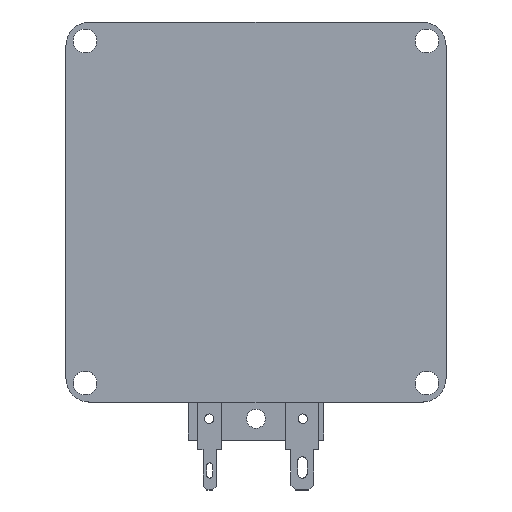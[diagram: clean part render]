
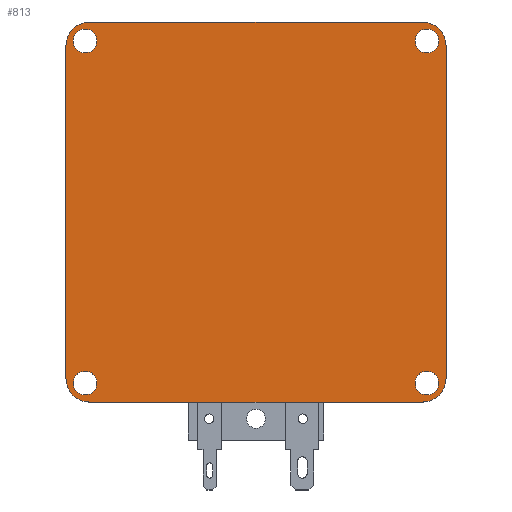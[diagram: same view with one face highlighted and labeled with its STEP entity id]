
A CAD part, top view. The second image highlights one B-rep face of the part: STEP entity #813.
In plain terms, the highlighted planar face has unit normal (0, 0, 1).
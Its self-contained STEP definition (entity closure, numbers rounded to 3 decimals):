
#1 = EDGE_CURVE ( 'NONE', #22, #403, #1121, .T. ) ;
#22 = VERTEX_POINT ( 'NONE', #176 ) ;
#24 = DIRECTION ( 'NONE',  ( -1., 0., 0. ) ) ;
#28 = ORIENTED_EDGE ( 'NONE', *, *, #1276, .T. ) ;
#33 = CIRCLE ( 'NONE', #646, 5. ) ;
#74 = EDGE_CURVE ( 'NONE', #1332, #1332, #895, .T. ) ;
#93 = AXIS2_PLACEMENT_3D ( 'NONE', #1288, #322, #1380 ) ;
#158 = AXIS2_PLACEMENT_3D ( 'NONE', #1123, #184, #484 ) ;
#176 = CARTESIAN_POINT ( 'NONE',  ( 13.386, 94.39, 1002.35 ) ) ;
#184 = DIRECTION ( 'NONE',  ( 0., 0., 1. ) ) ;
#190 = AXIS2_PLACEMENT_3D ( 'NONE', #495, #1263, #1701 ) ;
#194 = CARTESIAN_POINT ( 'NONE',  ( -61.614, 19.39, 1002.35 ) ) ;
#218 = VERTEX_POINT ( 'NONE', #540 ) ;
#243 = CARTESIAN_POINT ( 'NONE',  ( 9.357, 95.39, 1002.35 ) ) ;
#246 = ORIENTED_EDGE ( 'NONE', *, *, #1708, .F. ) ;
#259 = CARTESIAN_POINT ( 'NONE',  ( -60.086, 95.39, 1002.35 ) ) ;
#272 = CARTESIAN_POINT ( 'NONE',  ( 13.386, 99.39, 1002.35 ) ) ;
#273 = ORIENTED_EDGE ( 'NONE', *, *, #1148, .F. ) ;
#282 = FACE_BOUND ( 'NONE', #1929, .T. ) ;
#307 = FACE_OUTER_BOUND ( 'NONE', #1051, .T. ) ;
#322 = DIRECTION ( 'NONE',  ( 0., 0., -1. ) ) ;
#333 = LINE ( 'NONE', #1824, #1626 ) ;
#353 = DIRECTION ( 'NONE',  ( -1., 0., 0. ) ) ;
#358 = VECTOR ( 'NONE', #1957, 1000. ) ;
#403 = VERTEX_POINT ( 'NONE', #916 ) ;
#404 = CARTESIAN_POINT ( 'NONE',  ( -61.614, 99.39, 1002.35 ) ) ;
#409 = CARTESIAN_POINT ( 'NONE',  ( -66.614, 99.39, 1002.35 ) ) ;
#453 = CIRCLE ( 'NONE', #158, 5. ) ;
#462 = EDGE_CURVE ( 'NONE', #218, #619, #33, .T. ) ;
#466 = CARTESIAN_POINT ( 'NONE',  ( 8.386, 94.39, 1002.35 ) ) ;
#468 = EDGE_LOOP ( 'NONE', ( #28 ) ) ;
#469 = CARTESIAN_POINT ( 'NONE',  ( -62.586, 95.39, 1002.35 ) ) ;
#484 = DIRECTION ( 'NONE',  ( -1., 0., 0. ) ) ;
#493 = DIRECTION ( 'NONE',  ( -1., 0., 0. ) ) ;
#495 = CARTESIAN_POINT ( 'NONE',  ( -62.586, 23.39, 1002.35 ) ) ;
#499 = ORIENTED_EDGE ( 'NONE', *, *, #1354, .T. ) ;
#504 = VERTEX_POINT ( 'NONE', #194 ) ;
#538 = ORIENTED_EDGE ( 'NONE', *, *, #650, .T. ) ;
#539 = CARTESIAN_POINT ( 'NONE',  ( -61.614, 24.39, 1002.35 ) ) ;
#540 = CARTESIAN_POINT ( 'NONE',  ( 8.386, 19.39, 1002.35 ) ) ;
#573 = DIRECTION ( 'NONE',  ( 0., 1., 0. ) ) ;
#615 = AXIS2_PLACEMENT_3D ( 'NONE', #539, #1146, #1483 ) ;
#616 = CIRCLE ( 'NONE', #1378, 2.5 ) ;
#619 = VERTEX_POINT ( 'NONE', #878 ) ;
#621 = CARTESIAN_POINT ( 'NONE',  ( 6.857, 23.39, 1002.35 ) ) ;
#646 = AXIS2_PLACEMENT_3D ( 'NONE', #1394, #653, #493 ) ;
#650 = EDGE_CURVE ( 'NONE', #735, #504, #932, .T. ) ;
#653 = DIRECTION ( 'NONE',  ( 0., 0., 1. ) ) ;
#698 = VERTEX_POINT ( 'NONE', #717 ) ;
#717 = CARTESIAN_POINT ( 'NONE',  ( -66.614, 94.39, 1002.35 ) ) ;
#718 = EDGE_CURVE ( 'NONE', #1639, #1639, #1124, .T. ) ;
#725 = LINE ( 'NONE', #272, #358 ) ;
#735 = VERTEX_POINT ( 'NONE', #1665 ) ;
#762 = FACE_BOUND ( 'NONE', #468, .T. ) ;
#789 = DIRECTION ( 'NONE',  ( -1., 0., 0. ) ) ;
#799 = CARTESIAN_POINT ( 'NONE',  ( 13.386, 99.39, 1002.35 ) ) ;
#813 = ADVANCED_FACE ( 'NONE', ( #307, #282, #762, #1370, #1391 ), #1107, .F. ) ;
#869 = AXIS2_PLACEMENT_3D ( 'NONE', #469, #1504, #1362 ) ;
#878 = CARTESIAN_POINT ( 'NONE',  ( 13.386, 24.39, 1002.35 ) ) ;
#881 = VERTEX_POINT ( 'NONE', #1525 ) ;
#895 = CIRCLE ( 'NONE', #93, 2.5 ) ;
#914 = CARTESIAN_POINT ( 'NONE',  ( 6.857, 95.39, 1002.35 ) ) ;
#916 = CARTESIAN_POINT ( 'NONE',  ( 8.386, 99.39, 1002.35 ) ) ;
#932 = CIRCLE ( 'NONE', #615, 5. ) ;
#947 = DIRECTION ( 'NONE',  ( 0., 0., -1. ) ) ;
#952 = EDGE_LOOP ( 'NONE', ( #1449 ) ) ;
#982 = VERTEX_POINT ( 'NONE', #404 ) ;
#1004 = EDGE_CURVE ( 'NONE', #1693, #1693, #616, .T. ) ;
#1051 = EDGE_LOOP ( 'NONE', ( #1631, #538, #246, #1271, #273, #1544, #1462, #499 ) ) ;
#1107 = PLANE ( 'NONE',  #1698 ) ;
#1121 = CIRCLE ( 'NONE', #1563, 5. ) ;
#1123 = CARTESIAN_POINT ( 'NONE',  ( -61.614, 94.39, 1002.35 ) ) ;
#1124 = CIRCLE ( 'NONE', #869, 2.5 ) ;
#1146 = DIRECTION ( 'NONE',  ( 0., 0., 1. ) ) ;
#1148 = EDGE_CURVE ( 'NONE', #22, #619, #725, .T. ) ;
#1258 = CARTESIAN_POINT ( 'NONE',  ( -20.981, 65.605, 1002.35 ) ) ;
#1263 = DIRECTION ( 'NONE',  ( 0., 0., -1. ) ) ;
#1271 = ORIENTED_EDGE ( 'NONE', *, *, #462, .T. ) ;
#1276 = EDGE_CURVE ( 'NONE', #881, #881, #1944, .T. ) ;
#1288 = CARTESIAN_POINT ( 'NONE',  ( 9.357, 23.39, 1002.35 ) ) ;
#1332 = VERTEX_POINT ( 'NONE', #621 ) ;
#1354 = EDGE_CURVE ( 'NONE', #982, #698, #453, .T. ) ;
#1362 = DIRECTION ( 'NONE',  ( 1., 0., 0. ) ) ;
#1370 = FACE_BOUND ( 'NONE', #1920, .T. ) ;
#1378 = AXIS2_PLACEMENT_3D ( 'NONE', #243, #1454, #1430 ) ;
#1380 = DIRECTION ( 'NONE',  ( -1., 0., 0. ) ) ;
#1382 = ORIENTED_EDGE ( 'NONE', *, *, #74, .T. ) ;
#1391 = FACE_BOUND ( 'NONE', #952, .T. ) ;
#1394 = CARTESIAN_POINT ( 'NONE',  ( 8.386, 24.39, 1002.35 ) ) ;
#1404 = VECTOR ( 'NONE', #1406, 1000. ) ;
#1406 = DIRECTION ( 'NONE',  ( 1., 0., 0. ) ) ;
#1430 = DIRECTION ( 'NONE',  ( -1., 0., 0. ) ) ;
#1449 = ORIENTED_EDGE ( 'NONE', *, *, #718, .T. ) ;
#1454 = DIRECTION ( 'NONE',  ( 0., 0., -1. ) ) ;
#1462 = ORIENTED_EDGE ( 'NONE', *, *, #1834, .F. ) ;
#1483 = DIRECTION ( 'NONE',  ( -1., 0., 0. ) ) ;
#1504 = DIRECTION ( 'NONE',  ( 0., 0., -1. ) ) ;
#1525 = CARTESIAN_POINT ( 'NONE',  ( -60.086, 23.39, 1002.35 ) ) ;
#1544 = ORIENTED_EDGE ( 'NONE', *, *, #1, .T. ) ;
#1554 = LINE ( 'NONE', #799, #1404 ) ;
#1563 = AXIS2_PLACEMENT_3D ( 'NONE', #466, #1687, #789 ) ;
#1626 = VECTOR ( 'NONE', #24, 1000. ) ;
#1631 = ORIENTED_EDGE ( 'NONE', *, *, #1646, .F. ) ;
#1639 = VERTEX_POINT ( 'NONE', #259 ) ;
#1646 = EDGE_CURVE ( 'NONE', #735, #698, #1650, .T. ) ;
#1650 = LINE ( 'NONE', #409, #1662 ) ;
#1662 = VECTOR ( 'NONE', #573, 1000. ) ;
#1665 = CARTESIAN_POINT ( 'NONE',  ( -66.614, 24.39, 1002.35 ) ) ;
#1687 = DIRECTION ( 'NONE',  ( 0., 0., 1. ) ) ;
#1693 = VERTEX_POINT ( 'NONE', #914 ) ;
#1698 = AXIS2_PLACEMENT_3D ( 'NONE', #1258, #947, #353 ) ;
#1701 = DIRECTION ( 'NONE',  ( 1., 0., 0. ) ) ;
#1702 = ORIENTED_EDGE ( 'NONE', *, *, #1004, .T. ) ;
#1708 = EDGE_CURVE ( 'NONE', #218, #504, #333, .T. ) ;
#1824 = CARTESIAN_POINT ( 'NONE',  ( 13.386, 19.39, 1002.35 ) ) ;
#1834 = EDGE_CURVE ( 'NONE', #982, #403, #1554, .T. ) ;
#1920 = EDGE_LOOP ( 'NONE', ( #1382 ) ) ;
#1929 = EDGE_LOOP ( 'NONE', ( #1702 ) ) ;
#1944 = CIRCLE ( 'NONE', #190, 2.5 ) ;
#1957 = DIRECTION ( 'NONE',  ( 0., -1., 0. ) ) ;
